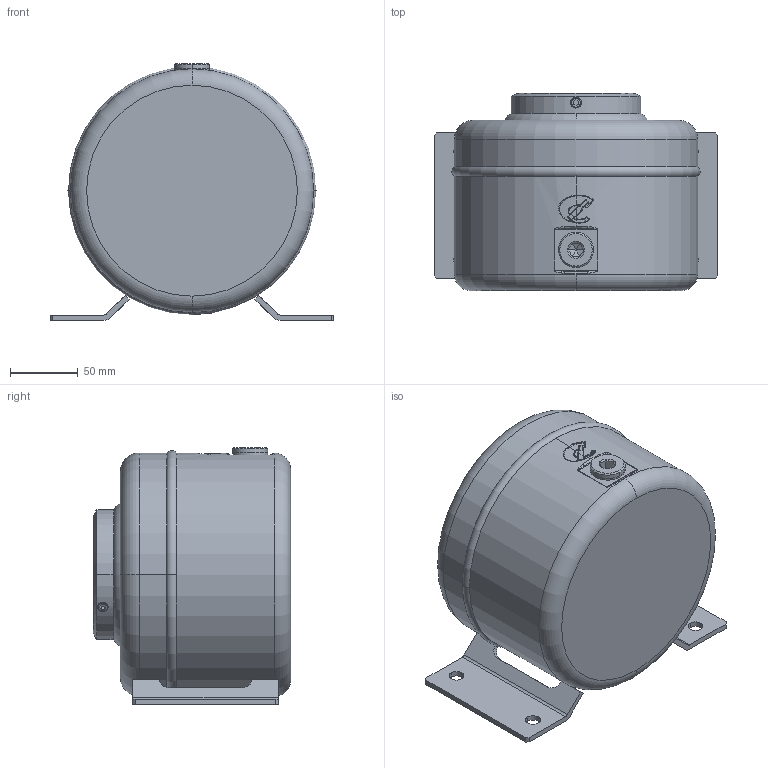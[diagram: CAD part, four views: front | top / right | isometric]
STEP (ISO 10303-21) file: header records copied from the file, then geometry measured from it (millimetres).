
FILE_DESCRIPTION (( 'STEP AP203' ), '1' );
FILE_NAME ('RP2.STEP', '2014-02-21T10:46:42', ( '' ), ( '' ), 'SwSTEP 2.0', 'SolidWorks 2013', '' );
FILE_SCHEMA (( 'CONFIG_CONTROL_DESIGN' ));
Length unit declared in the file: millimetre
Products named in the file (10): Pièce2^RP2 et RP4; Pièce3^RP2 et RP4; CORPS INF_CORPS INF RP2 RP4; RP2; CORPS SUP RP RP4_CORPS SUP RP2; PATTE RP2; BOUCHON_1I2G; JOINT CUIVRE 21x26x1,5 1I2; COLLET RESERVOIR RPK_RPK; vis sans tête à bout pointeau HC M8_Vis bout pointeau HC M8-12
Assembly tree (12 placements, depth 2):
  RP2
    CORPS INF_CORPS INF RP2 RP4
    CORPS SUP RP RP4_CORPS SUP RP2
    PATTE RP2  x2
    BOUCHON_1I2G
    JOINT CUIVRE 21x26x1,5 1I2
    COLLET RESERVOIR RPK_RPK
    vis sans tête à bout pointeau HC M8_Vis bout pointeau HC M8-12  x3
    Pièce2^RP2 et RP4
    Pièce3^RP2 et RP4
Bounding box: 210 x 146 x 190.07 mm (x, y, z)
Volume: 347837.6 mm3; surface area: 292891.7 mm2
Topology: 12 solids, 12 shells, 379 faces, 877 edges, 516 vertices
Faces by surface type: cylinder 104, plane 97, bspline 85, cone 36, torus 30, sphere 27
Entity records: 13794 total; most frequent: CARTESIAN_POINT 5918, ORIENTED_EDGE 1464, DIRECTION 1351, EDGE_CURVE 732, AXIS2_PLACEMENT_3D 569, VERTEX_POINT 429, EDGE_LOOP 355, FACE_OUTER_BOUND 327
